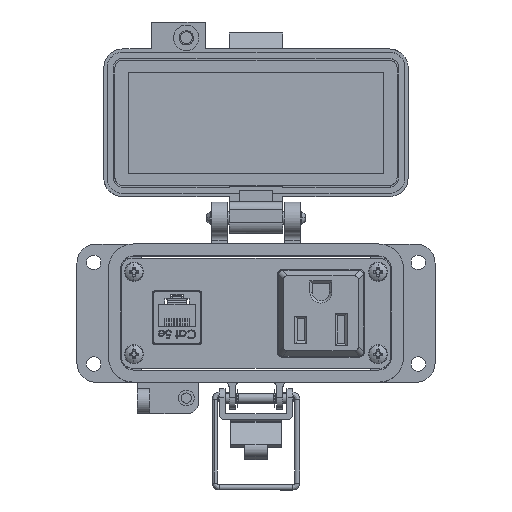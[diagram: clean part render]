
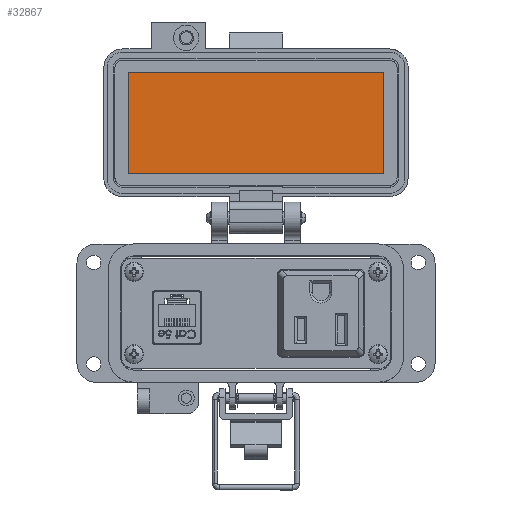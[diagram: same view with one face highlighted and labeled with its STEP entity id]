
A CAD part, top view. The second image highlights one B-rep face of the part: STEP entity #32867.
In plain terms, the highlighted planar face has unit normal (0, 0, 1).
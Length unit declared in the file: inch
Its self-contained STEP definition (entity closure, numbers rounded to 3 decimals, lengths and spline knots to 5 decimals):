
#1384 = LINE ( 'NONE', #22160, #44257 ) ;
#1592 = DIRECTION ( 'NONE',  ( 0., -1., 0. ) ) ;
#2596 = PLANE ( 'NONE',  #43083 ) ;
#3310 = VERTEX_POINT ( 'NONE', #58448 ) ;
#4362 = VERTEX_POINT ( 'NONE', #26507 ) ;
#11333 = DIRECTION ( 'NONE',  ( 0., 1., 0. ) ) ;
#13595 = VECTOR ( 'NONE', #51112, 39.37008 ) ;
#13960 = DIRECTION ( 'NONE',  ( 0., -1., 0. ) ) ;
#14035 = LINE ( 'NONE', #39592, #13595 ) ;
#18501 = ORIENTED_EDGE ( 'NONE', *, *, #39633, .F. ) ;
#19414 = CARTESIAN_POINT ( 'NONE',  ( 1.58464, 2.01394, -1.0059 ) ) ;
#21386 = EDGE_CURVE ( 'NONE', #3310, #4362, #67131, .T. ) ;
#22056 = VECTOR ( 'NONE', #64616, 39.37008 ) ;
#22160 = CARTESIAN_POINT ( 'NONE',  ( 1.58464, 2.64386, -1.0059 ) ) ;
#22684 = EDGE_CURVE ( 'NONE', #30232, #3310, #14035, .T. ) ;
#22791 = LINE ( 'NONE', #37789, #22056 ) ;
#23063 = ORIENTED_EDGE ( 'NONE', *, *, #63869, .F. ) ;
#26507 = CARTESIAN_POINT ( 'NONE',  ( -1.58464, 3.27378, -1.0059 ) ) ;
#29462 = ORIENTED_EDGE ( 'NONE', *, *, #22684, .F. ) ;
#30084 = VECTOR ( 'NONE', #11333, 39.37008 ) ;
#30232 = VERTEX_POINT ( 'NONE', #19414 ) ;
#31733 = CARTESIAN_POINT ( 'NONE',  ( 1.58464, 3.27378, -1.0059 ) ) ;
#32867 = ADVANCED_FACE ( 'NONE', ( #32932 ), #2596, .T. ) ;
#32932 = FACE_OUTER_BOUND ( 'NONE', #46688, .T. ) ;
#36216 = CARTESIAN_POINT ( 'NONE',  ( -1.58464, 2.64386, -1.0059 ) ) ;
#37789 = CARTESIAN_POINT ( 'NONE',  ( -0.33465, 3.27378, -1.0059 ) ) ;
#39592 = CARTESIAN_POINT ( 'NONE',  ( 1.65354, 2.01394, -1.0059 ) ) ;
#39633 = EDGE_CURVE ( 'NONE', #64840, #30232, #1384, .T. ) ;
#43004 = ORIENTED_EDGE ( 'NONE', *, *, #21386, .F. ) ;
#43083 = AXIS2_PLACEMENT_3D ( 'NONE', #43126, #64517, #1592 ) ;
#43126 = CARTESIAN_POINT ( 'NONE',  ( -0.33465, 2.64386, -1.0059 ) ) ;
#44257 = VECTOR ( 'NONE', #13960, 39.37008 ) ;
#46688 = EDGE_LOOP ( 'NONE', ( #23063, #43004, #29462, #18501 ) ) ;
#51112 = DIRECTION ( 'NONE',  ( -1., 0., 0. ) ) ;
#58448 = CARTESIAN_POINT ( 'NONE',  ( -1.58464, 2.01394, -1.0059 ) ) ;
#63869 = EDGE_CURVE ( 'NONE', #4362, #64840, #22791, .T. ) ;
#64517 = DIRECTION ( 'NONE',  ( 0., 0., 1. ) ) ;
#64616 = DIRECTION ( 'NONE',  ( 1., 0., 0. ) ) ;
#64840 = VERTEX_POINT ( 'NONE', #31733 ) ;
#67131 = LINE ( 'NONE', #36216, #30084 ) ;
